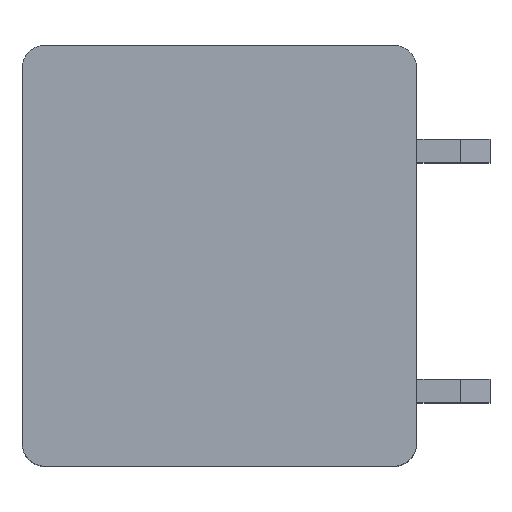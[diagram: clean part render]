
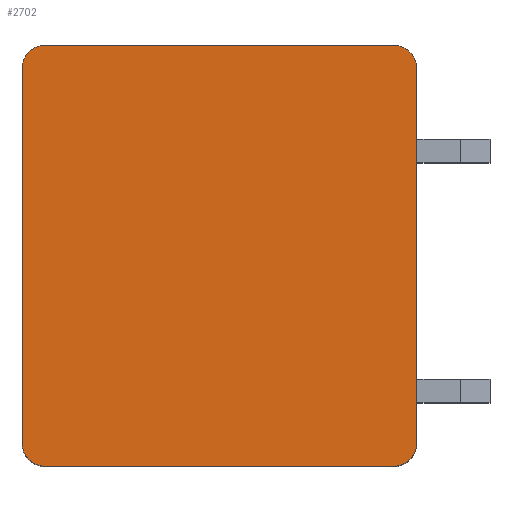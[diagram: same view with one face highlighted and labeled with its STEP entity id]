
A CAD part, top view. The second image highlights one B-rep face of the part: STEP entity #2702.
In plain terms, the highlighted planar face has unit normal (0, 0, 1).
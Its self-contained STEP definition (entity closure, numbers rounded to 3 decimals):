
#339=CARTESIAN_POINT('',(-5.95,6.4,1.75));
#340=DIRECTION('',(0.,0.,1.));
#341=DIRECTION('',(0.,1.,0.));
#342=AXIS2_PLACEMENT_3D('',#339,#340,#341);
#344=DIRECTION('',(-1.,0.,0.));
#345=VECTOR('',#344,11.9);
#346=CARTESIAN_POINT('',(5.95,7.2,1.75));
#347=LINE('',#346,#345);
#348=CARTESIAN_POINT('',(5.95,6.4,1.75));
#349=DIRECTION('',(0.,0.,1.));
#350=DIRECTION('',(1.,0.,0.));
#351=AXIS2_PLACEMENT_3D('',#348,#349,#350);
#353=DIRECTION('',(0.,1.,0.));
#354=VECTOR('',#353,12.8);
#355=CARTESIAN_POINT('',(6.75,-6.4,1.75));
#356=LINE('',#355,#354);
#357=CARTESIAN_POINT('',(5.95,-6.4,1.75));
#358=DIRECTION('',(0.,0.,1.));
#359=DIRECTION('',(0.,-1.,0.));
#360=AXIS2_PLACEMENT_3D('',#357,#358,#359);
#362=DIRECTION('',(1.,0.,0.));
#363=VECTOR('',#362,11.9);
#364=CARTESIAN_POINT('',(-5.95,-7.2,1.75));
#365=LINE('',#364,#363);
#366=CARTESIAN_POINT('',(-5.95,-6.4,1.75));
#367=DIRECTION('',(0.,0.,1.));
#368=DIRECTION('',(-1.,0.,0.));
#369=AXIS2_PLACEMENT_3D('',#366,#367,#368);
#371=DIRECTION('',(0.,-1.,0.));
#372=VECTOR('',#371,12.8);
#373=CARTESIAN_POINT('',(-6.75,6.4,1.75));
#374=LINE('',#373,#372);
#1955=CARTESIAN_POINT('',(-5.95,7.2,1.75));
#1956=VERTEX_POINT('',#1955);
#1957=CARTESIAN_POINT('',(-6.75,6.4,1.75));
#1958=VERTEX_POINT('',#1957);
#1963=CARTESIAN_POINT('',(6.75,6.4,1.75));
#1964=VERTEX_POINT('',#1963);
#1965=CARTESIAN_POINT('',(5.95,7.2,1.75));
#1966=VERTEX_POINT('',#1965);
#1971=CARTESIAN_POINT('',(-6.75,-6.4,1.75));
#1972=VERTEX_POINT('',#1971);
#1973=CARTESIAN_POINT('',(-5.95,-7.2,1.75));
#1974=VERTEX_POINT('',#1973);
#1979=CARTESIAN_POINT('',(5.95,-7.2,1.75));
#1980=VERTEX_POINT('',#1979);
#1981=CARTESIAN_POINT('',(6.75,-6.4,1.75));
#1982=VERTEX_POINT('',#1981);
#2687=CARTESIAN_POINT('',(0.,0.,1.75));
#2688=DIRECTION('',(0.,0.,1.));
#2689=DIRECTION('',(1.,0.,0.));
#2690=AXIS2_PLACEMENT_3D('',#2687,#2688,#2689);
#2691=PLANE('',#2690);
#2692=ORIENTED_EDGE('',*,*,#2439,.F.);
#2693=ORIENTED_EDGE('',*,*,#2455,.F.);
#2694=ORIENTED_EDGE('',*,*,#2552,.F.);
#2695=ORIENTED_EDGE('',*,*,#2567,.F.);
#2696=ORIENTED_EDGE('',*,*,#2640,.F.);
#2697=ORIENTED_EDGE('',*,*,#2653,.F.);
#2698=ORIENTED_EDGE('',*,*,#2668,.F.);
#2699=ORIENTED_EDGE('',*,*,#2680,.F.);
#2700=EDGE_LOOP('',(#2692,#2693,#2694,#2695,#2696,#2697,#2698,#2699));
#2701=FACE_OUTER_BOUND('',#2700,.F.);
#343=CIRCLE('',#342,0.8);
#352=CIRCLE('',#351,0.8);
#361=CIRCLE('',#360,0.8);
#370=CIRCLE('',#369,0.8);
#2439=EDGE_CURVE('',#1956,#1958,#343,.T.);
#2455=EDGE_CURVE('',#1966,#1956,#347,.T.);
#2552=EDGE_CURVE('',#1964,#1966,#352,.T.);
#2567=EDGE_CURVE('',#1982,#1964,#356,.T.);
#2640=EDGE_CURVE('',#1980,#1982,#361,.T.);
#2653=EDGE_CURVE('',#1974,#1980,#365,.T.);
#2668=EDGE_CURVE('',#1972,#1974,#370,.T.);
#2680=EDGE_CURVE('',#1958,#1972,#374,.T.);
#2702=ADVANCED_FACE('',(#2701),#2691,.T.);
